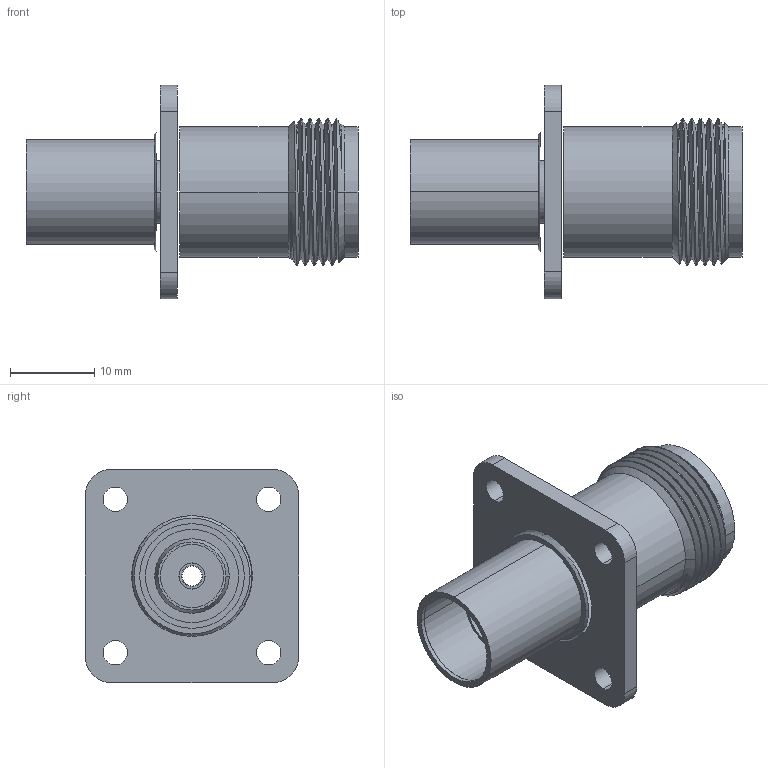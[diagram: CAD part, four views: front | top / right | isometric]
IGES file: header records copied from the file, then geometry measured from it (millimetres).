
Start section:  PTC IGES file: 082-4460.igs
Global section: file name: 082-4460.igs; native system: Pro/ENGINEER by Parametric Technology Corporation; preprocessor: 2008010; author: mbalaji; organization: Unknown; date: 20091007.150543; units: inch
Bounding box: 39.5 x 25.4 x 25.4 mm (x, y, z)
Surface area: 4800.8 mm2 (no closed solid volume)
Topology: 0 solids, 0 shells, 77 faces, 360 edges, 360 vertices
Faces by surface type: revolution 52, bspline 25
